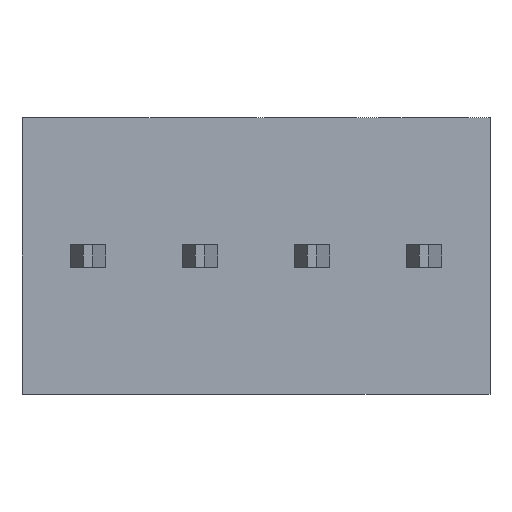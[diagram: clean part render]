
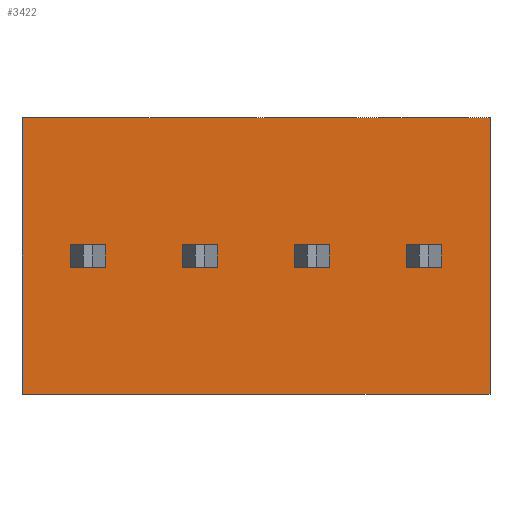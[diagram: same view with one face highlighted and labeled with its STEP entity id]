
A CAD part, front view. The second image highlights one B-rep face of the part: STEP entity #3422.
In plain terms, the highlighted planar face has unit normal (0, -1, 0).
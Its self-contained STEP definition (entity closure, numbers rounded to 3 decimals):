
#320=FACE_BOUND('',#536,.T.);
#321=FACE_BOUND('',#537,.T.);
#322=FACE_BOUND('',#538,.T.);
#323=FACE_BOUND('',#539,.T.);
#339=FACE_OUTER_BOUND('',#535,.T.);
#535=EDGE_LOOP('',(#2329,#2330,#2331,#2332));
#536=EDGE_LOOP('',(#2333,#2334,#2335,#2336));
#537=EDGE_LOOP('',(#2337,#2338,#2339,#2340));
#538=EDGE_LOOP('',(#2341,#2342,#2343,#2344));
#539=EDGE_LOOP('',(#2345,#2346,#2347,#2348));
#766=LINE('',#4836,#1127);
#781=LINE('',#4862,#1142);
#782=LINE('',#4863,#1143);
#783=LINE('',#4864,#1144);
#784=LINE('',#4867,#1145);
#785=LINE('',#4869,#1146);
#786=LINE('',#4871,#1147);
#787=LINE('',#4872,#1148);
#788=LINE('',#4875,#1149);
#789=LINE('',#4877,#1150);
#790=LINE('',#4879,#1151);
#791=LINE('',#4880,#1152);
#792=LINE('',#4883,#1153);
#793=LINE('',#4885,#1154);
#794=LINE('',#4887,#1155);
#795=LINE('',#4888,#1156);
#796=LINE('',#4891,#1157);
#797=LINE('',#4893,#1158);
#798=LINE('',#4895,#1159);
#799=LINE('',#4896,#1160);
#1127=VECTOR('',#3922,1000.);
#1142=VECTOR('',#3939,10.);
#1143=VECTOR('',#3940,1000.);
#1144=VECTOR('',#3941,10.);
#1145=VECTOR('',#3942,1000.);
#1146=VECTOR('',#3943,1000.);
#1147=VECTOR('',#3944,1000.);
#1148=VECTOR('',#3945,1000.);
#1149=VECTOR('',#3946,1000.);
#1150=VECTOR('',#3947,1000.);
#1151=VECTOR('',#3948,1000.);
#1152=VECTOR('',#3949,1000.);
#1153=VECTOR('',#3950,1000.);
#1154=VECTOR('',#3951,1000.);
#1155=VECTOR('',#3952,1000.);
#1156=VECTOR('',#3953,1000.);
#1157=VECTOR('',#3954,1000.);
#1158=VECTOR('',#3955,1000.);
#1159=VECTOR('',#3956,1000.);
#1160=VECTOR('',#3957,1000.);
#1488=VERTEX_POINT('',#4834);
#1489=VERTEX_POINT('',#4835);
#1498=VERTEX_POINT('',#4860);
#1499=VERTEX_POINT('',#4861);
#1500=VERTEX_POINT('',#4865);
#1501=VERTEX_POINT('',#4866);
#1502=VERTEX_POINT('',#4868);
#1503=VERTEX_POINT('',#4870);
#1504=VERTEX_POINT('',#4873);
#1505=VERTEX_POINT('',#4874);
#1506=VERTEX_POINT('',#4876);
#1507=VERTEX_POINT('',#4878);
#1508=VERTEX_POINT('',#4881);
#1509=VERTEX_POINT('',#4882);
#1510=VERTEX_POINT('',#4884);
#1511=VERTEX_POINT('',#4886);
#1512=VERTEX_POINT('',#4889);
#1513=VERTEX_POINT('',#4890);
#1514=VERTEX_POINT('',#4892);
#1515=VERTEX_POINT('',#4894);
#1810=EDGE_CURVE('',#1488,#1489,#766,.T.);
#1825=EDGE_CURVE('',#1498,#1499,#781,.T.);
#1826=EDGE_CURVE('',#1489,#1498,#782,.T.);
#1827=EDGE_CURVE('',#1499,#1488,#783,.T.);
#1828=EDGE_CURVE('',#1500,#1501,#784,.T.);
#1829=EDGE_CURVE('',#1502,#1500,#785,.T.);
#1830=EDGE_CURVE('',#1503,#1502,#786,.T.);
#1831=EDGE_CURVE('',#1501,#1503,#787,.T.);
#1832=EDGE_CURVE('',#1504,#1505,#788,.T.);
#1833=EDGE_CURVE('',#1506,#1504,#789,.T.);
#1834=EDGE_CURVE('',#1507,#1506,#790,.T.);
#1835=EDGE_CURVE('',#1505,#1507,#791,.T.);
#1836=EDGE_CURVE('',#1508,#1509,#792,.T.);
#1837=EDGE_CURVE('',#1510,#1508,#793,.T.);
#1838=EDGE_CURVE('',#1511,#1510,#794,.T.);
#1839=EDGE_CURVE('',#1509,#1511,#795,.T.);
#1840=EDGE_CURVE('',#1512,#1513,#796,.T.);
#1841=EDGE_CURVE('',#1514,#1512,#797,.T.);
#1842=EDGE_CURVE('',#1515,#1514,#798,.T.);
#1843=EDGE_CURVE('',#1513,#1515,#799,.T.);
#2329=ORIENTED_EDGE('',*,*,#1825,.F.);
#2330=ORIENTED_EDGE('',*,*,#1826,.F.);
#2331=ORIENTED_EDGE('',*,*,#1810,.F.);
#2332=ORIENTED_EDGE('',*,*,#1827,.F.);
#2333=ORIENTED_EDGE('',*,*,#1828,.F.);
#2334=ORIENTED_EDGE('',*,*,#1829,.F.);
#2335=ORIENTED_EDGE('',*,*,#1830,.F.);
#2336=ORIENTED_EDGE('',*,*,#1831,.F.);
#2337=ORIENTED_EDGE('',*,*,#1832,.F.);
#2338=ORIENTED_EDGE('',*,*,#1833,.F.);
#2339=ORIENTED_EDGE('',*,*,#1834,.F.);
#2340=ORIENTED_EDGE('',*,*,#1835,.F.);
#2341=ORIENTED_EDGE('',*,*,#1836,.F.);
#2342=ORIENTED_EDGE('',*,*,#1837,.F.);
#2343=ORIENTED_EDGE('',*,*,#1838,.F.);
#2344=ORIENTED_EDGE('',*,*,#1839,.F.);
#2345=ORIENTED_EDGE('',*,*,#1840,.F.);
#2346=ORIENTED_EDGE('',*,*,#1841,.F.);
#2347=ORIENTED_EDGE('',*,*,#1842,.F.);
#2348=ORIENTED_EDGE('',*,*,#1843,.F.);
#3289=PLANE('',#3632);
#3422=ADVANCED_FACE('',(#339,#320,#321,#322,#323),#3289,.T.);
#3632=AXIS2_PLACEMENT_3D('',#4859,#3937,#3938);
#3922=DIRECTION('',(-1.,0.,0.));
#3937=DIRECTION('center_axis',(0.,-1.,0.));
#3938=DIRECTION('ref_axis',(0.,0.,-1.));
#3939=DIRECTION('',(1.,0.,0.));
#3940=DIRECTION('',(0.,0.,1.));
#3941=DIRECTION('',(0.,0.,-1.));
#3942=DIRECTION('',(-1.,0.,0.));
#3943=DIRECTION('',(0.,0.,1.));
#3944=DIRECTION('',(1.,0.,0.));
#3945=DIRECTION('',(0.,0.,-1.));
#3946=DIRECTION('',(-1.,0.,0.));
#3947=DIRECTION('',(0.,0.,1.));
#3948=DIRECTION('',(1.,0.,0.));
#3949=DIRECTION('',(0.,0.,-1.));
#3950=DIRECTION('',(-1.,0.,0.));
#3951=DIRECTION('',(0.,0.,1.));
#3952=DIRECTION('',(1.,0.,0.));
#3953=DIRECTION('',(0.,0.,-1.));
#3954=DIRECTION('',(-1.,0.,0.));
#3955=DIRECTION('',(0.,0.,1.));
#3956=DIRECTION('',(1.,0.,0.));
#3957=DIRECTION('',(0.,0.,-1.));
#4834=CARTESIAN_POINT('',(9.115,0.,-3.135));
#4835=CARTESIAN_POINT('',(-1.495,0.,-3.135));
#4836=CARTESIAN_POINT('',(-1.495,0.,-3.135));
#4859=CARTESIAN_POINT('Origin',(-1.495,0.,-3.135));
#4860=CARTESIAN_POINT('',(-1.495,0.,3.135));
#4861=CARTESIAN_POINT('',(9.115,0.,3.135));
#4862=CARTESIAN_POINT('',(9.015,0.,3.135));
#4863=CARTESIAN_POINT('',(-1.495,0.,3.135));
#4864=CARTESIAN_POINT('',(9.115,0.,0.));
#4865=CARTESIAN_POINT('',(8.02,0.,0.25));
#4866=CARTESIAN_POINT('',(7.22,0.,0.25));
#4867=CARTESIAN_POINT('',(7.22,0.,0.25));
#4868=CARTESIAN_POINT('',(8.02,0.,-0.25));
#4869=CARTESIAN_POINT('',(8.02,0.,0.25));
#4870=CARTESIAN_POINT('',(7.22,0.,-0.25));
#4871=CARTESIAN_POINT('',(7.22,0.,-0.25));
#4872=CARTESIAN_POINT('',(7.22,0.,0.25));
#4873=CARTESIAN_POINT('',(5.48,0.,0.25));
#4874=CARTESIAN_POINT('',(4.68,0.,0.25));
#4875=CARTESIAN_POINT('',(4.68,0.,0.25));
#4876=CARTESIAN_POINT('',(5.48,0.,-0.25));
#4877=CARTESIAN_POINT('',(5.48,0.,0.25));
#4878=CARTESIAN_POINT('',(4.68,0.,-0.25));
#4879=CARTESIAN_POINT('',(4.68,0.,-0.25));
#4880=CARTESIAN_POINT('',(4.68,0.,0.25));
#4881=CARTESIAN_POINT('',(2.94,0.,0.25));
#4882=CARTESIAN_POINT('',(2.14,0.,0.25));
#4883=CARTESIAN_POINT('',(2.14,0.,0.25));
#4884=CARTESIAN_POINT('',(2.94,0.,-0.25));
#4885=CARTESIAN_POINT('',(2.94,0.,0.25));
#4886=CARTESIAN_POINT('',(2.14,0.,-0.25));
#4887=CARTESIAN_POINT('',(2.14,0.,-0.25));
#4888=CARTESIAN_POINT('',(2.14,0.,0.25));
#4889=CARTESIAN_POINT('',(0.4,0.,0.25));
#4890=CARTESIAN_POINT('',(-0.4,0.,0.25));
#4891=CARTESIAN_POINT('',(-0.4,0.,0.25));
#4892=CARTESIAN_POINT('',(0.4,0.,-0.25));
#4893=CARTESIAN_POINT('',(0.4,0.,0.25));
#4894=CARTESIAN_POINT('',(-0.4,0.,-0.25));
#4895=CARTESIAN_POINT('',(-0.4,0.,-0.25));
#4896=CARTESIAN_POINT('',(-0.4,0.,0.25));
